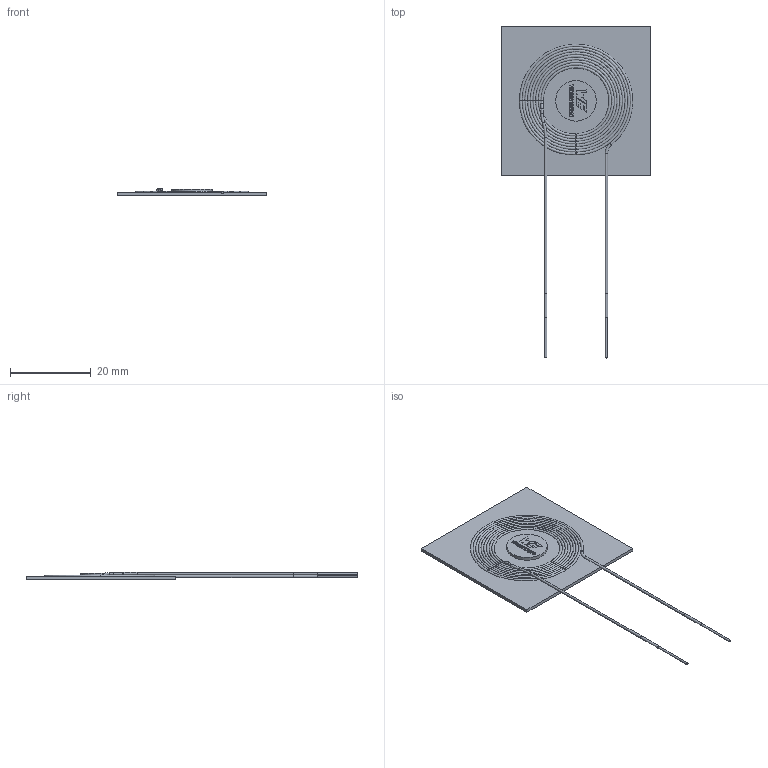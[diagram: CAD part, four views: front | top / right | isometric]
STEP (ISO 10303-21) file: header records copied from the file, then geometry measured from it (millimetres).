
FILE_DESCRIPTION(/* description */ ('Unknown'),/* implementation_level */ '2;1');
FILE_NAME(/* name */ 'L_Wurth_WE-WPCC-RX_760308102210',/* time_stamp */ '2025-04-22T16:31:12+08:00',/* author */ ('Unknown'),/* organization */ ('Unknown'),/* preprocessor_version */ 'ST-DEVELOPER v19.4',/* originating_system */ 'Solid Edge',/* authorisation */ 'Unknown');
FILE_SCHEMA (('AUTOMOTIVE_DESIGN {1 0 10303 214 3 1 1}'));
Length unit declared in the file: millimetre
Products named in the file (2): L_Wurth_WE-WPCC-RX_760308102210
Assembly tree (1 placements, depth 2):
  L_Wurth_WE-WPCC-RX_760308102210
    L_Wurth_WE-WPCC-RX_760308102210
Bounding box: 37 x 82 x 1.75 mm (x, y, z)
Volume: 1272.9 mm3; surface area: 3288.3 mm2
Topology: 1 solids, 1 shells, 150 faces, 363 edges, 241 vertices
Faces by surface type: plane 92, bspline 36, torus 14, cylinder 8
Full cylindrical faces by diameter (mm): 0.5 x2, 0.6 x3, 0.61 x2, 10 x1
Entity records: 9151 total; most frequent: CARTESIAN_POINT 5023, ORIENTED_EDGE 676, DIRECTION 454, EDGE_CURVE 338, VERTEX_POINT 239, EDGE_LOOP 199, FACE_BOUND 199, B_SPLINE_CURVE_WITH_KNOTS 157
